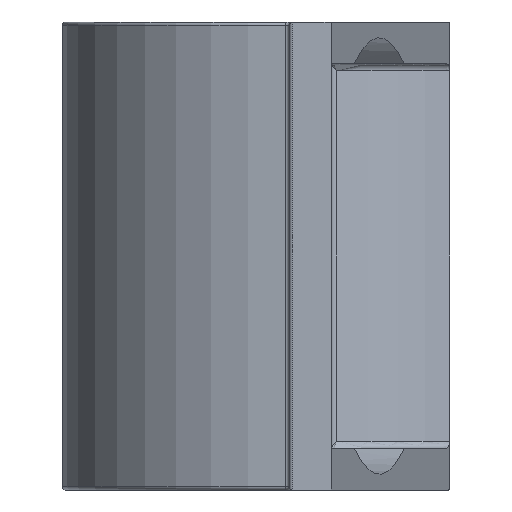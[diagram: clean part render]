
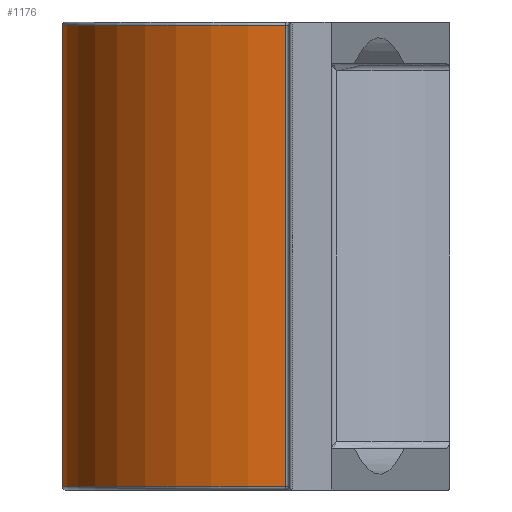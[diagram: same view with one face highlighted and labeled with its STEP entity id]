
A CAD part, left-side view. The second image highlights one B-rep face of the part: STEP entity #1176.
In plain terms, the highlighted cylindrical face has radius 16.51 mm (diameter 33.02 mm), a partial arc.
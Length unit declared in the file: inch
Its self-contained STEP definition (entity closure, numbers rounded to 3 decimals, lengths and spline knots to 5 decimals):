
#50=DIRECTION('',(0.,0.,1.));
#51=VECTOR('',#50,1.32);
#52=CARTESIAN_POINT('',(-0.64993,0.00985,0.01));
#53=LINE('',#52,#51);
#69=CARTESIAN_POINT('',(0.,0.,0.01));
#70=DIRECTION('',(0.,0.,-1.));
#71=DIRECTION('',(-1.,0.015,0.));
#72=AXIS2_PLACEMENT_3D('',#69,#70,#71);
#331=CARTESIAN_POINT('',(0.,0.,1.33));
#332=DIRECTION('',(0.,0.,1.));
#333=DIRECTION('',(0.729,-0.684,0.));
#334=AXIS2_PLACEMENT_3D('',#331,#332,#333);
#341=DIRECTION('',(0.,0.,-1.));
#342=VECTOR('',#341,1.32);
#343=CARTESIAN_POINT('',(0.47398,-0.4448,1.33));
#344=LINE('',#343,#342);
#628=CARTESIAN_POINT('',(0.47398,-0.4448,1.33));
#629=VERTEX_POINT('',#628);
#632=CARTESIAN_POINT('',(-0.64993,0.00985,1.33));
#633=VERTEX_POINT('',#632);
#660=CARTESIAN_POINT('',(0.47398,-0.4448,0.01));
#661=VERTEX_POINT('',#660);
#664=CARTESIAN_POINT('',(-0.64993,0.00985,0.01));
#665=VERTEX_POINT('',#664);
#1164=CARTESIAN_POINT('',(0.,0.,0.));
#1165=DIRECTION('',(0.,0.,1.));
#1166=DIRECTION('',(-1.,0.,0.));
#1167=AXIS2_PLACEMENT_3D('',#1164,#1165,#1166);
#1168=CYLINDRICAL_SURFACE('',#1167,0.65);
#1169=ORIENTED_EDGE('',*,*,#1157,.T.);
#1170=ORIENTED_EDGE('',*,*,#766,.F.);
#1171=ORIENTED_EDGE('',*,*,#794,.T.);
#1173=ORIENTED_EDGE('',*,*,#1172,.F.);
#1174=EDGE_LOOP('',(#1169,#1170,#1171,#1173));
#1175=FACE_OUTER_BOUND('',#1174,.F.);
#1176=ADVANCED_FACE('',(#1175),#1168,.T.);
#73=CIRCLE('',#72,0.65);
#335=CIRCLE('',#334,0.65);
#766=EDGE_CURVE('',#665,#633,#53,.T.);
#794=EDGE_CURVE('',#665,#661,#73,.T.);
#1157=EDGE_CURVE('',#629,#633,#335,.T.);
#1172=EDGE_CURVE('',#629,#661,#344,.T.);
